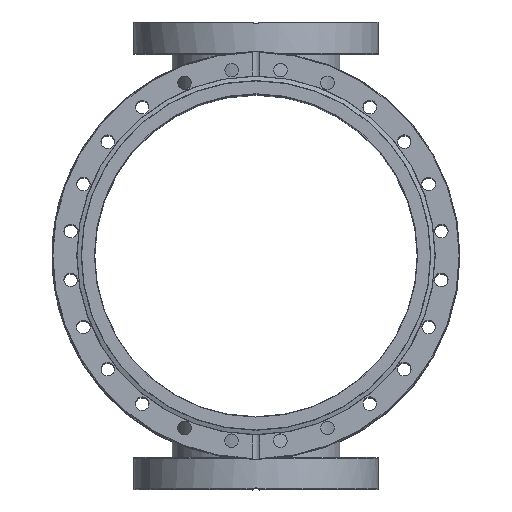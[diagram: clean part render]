
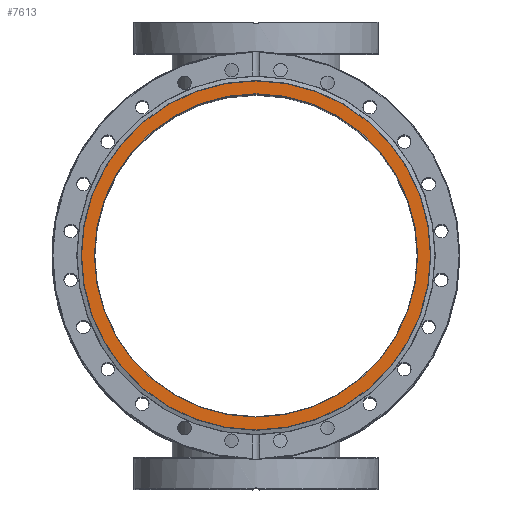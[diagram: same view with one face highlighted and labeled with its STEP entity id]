
A CAD part, top view. The second image highlights one B-rep face of the part: STEP entity #7613.
In plain terms, the highlighted planar face has unit normal (0, 0, 1).
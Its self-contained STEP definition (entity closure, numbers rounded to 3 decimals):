
#7539=CARTESIAN_POINT('',(100.25,0.,15.9));
#7540=VERTEX_POINT('',#7539);
#7541=CARTESIAN_POINT('',(0.0,0.0,15.9));
#7542=DIRECTION('',(0.0,0.0,-1.0));
#7543=DIRECTION('',(-1.0,0.0,0.0));
#7544=AXIS2_PLACEMENT_3D('',#7541,#7542,#7543);
#7545=CIRCLE('',#7544,100.25);
#7546=EDGE_CURVE('',#7540,#7540,#7545,.T.);
#7594=CARTESIAN_POINT('',(0.0,54.116,15.9));
#7595=DIRECTION('',(0.0,0.0,-1.0));
#7596=DIRECTION('',(-1.0,0.0,0.0));
#7597=AXIS2_PLACEMENT_3D('',#7594,#7595,#7596);
#7598=PLANE('',#7597);
#7599=CARTESIAN_POINT('',(0.0,108.232,15.9));
#7600=VERTEX_POINT('',#7599);
#7601=CARTESIAN_POINT('',(0.0,0.0,15.9));
#7602=DIRECTION('',(0.0,0.0,1.0));
#7603=DIRECTION('',(0.0,1.0,0.0));
#7604=AXIS2_PLACEMENT_3D('',#7601,#7602,#7603);
#7605=CIRCLE('',#7604,108.232);
#7606=EDGE_CURVE('',#7600,#7600,#7605,.T.);
#7607=ORIENTED_EDGE('',*,*,#7606,.T.);
#7608=EDGE_LOOP('',(#7607));
#7609=FACE_OUTER_BOUND('',#7608,.T.);
#7610=ORIENTED_EDGE('',*,*,#7546,.T.);
#7611=EDGE_LOOP('',(#7610));
#7612=FACE_BOUND('',#7611,.T.);
#7613=ADVANCED_FACE('',(#7609,#7612),#7598,.F.);
